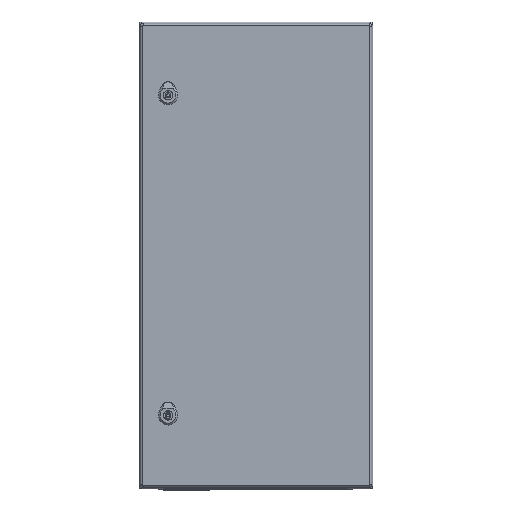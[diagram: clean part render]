
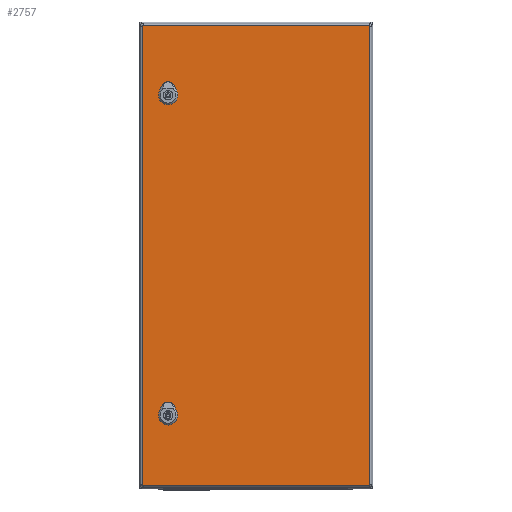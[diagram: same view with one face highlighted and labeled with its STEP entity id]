
A CAD part, top view. The second image highlights one B-rep face of the part: STEP entity #2757.
In plain terms, the highlighted face is planar.
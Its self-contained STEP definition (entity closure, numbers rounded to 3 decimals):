
#1559=FACE_BOUND('',#4222,.T.);
#1560=FACE_BOUND('',#4223,.T.);
#1561=FACE_BOUND('',#4224,.T.);
#2270=CIRCLE('',#11670,1.);
#2271=CIRCLE('',#11671,1.);
#2272=CIRCLE('',#11672,1.);
#2273=CIRCLE('',#11673,1.);
#2274=CIRCLE('',#11674,11.25);
#2275=CIRCLE('',#11675,11.25);
#2276=CIRCLE('',#11676,11.25);
#2277=CIRCLE('',#11677,11.25);
#2278=CIRCLE('',#11678,11.25);
#2279=CIRCLE('',#11679,11.25);
#2280=CIRCLE('',#11680,11.25);
#2281=CIRCLE('',#11681,11.25);
#2757=ADVANCED_FACE('',(#1559,#1560,#1561),#3095,.F.);
#3095=PLANE('',#11682);
#4222=EDGE_LOOP('',(#6018,#6019,#6020,#6021,#6022,#6023,#6024,#6025));
#4223=EDGE_LOOP('',(#6026,#6027,#6028,#6029,#6030,#6031,#6032,#6033));
#4224=EDGE_LOOP('',(#6034,#6035,#6036,#6037,#6038,#6039,#6040,#6041));
#6018=ORIENTED_EDGE('',*,*,#8980,.F.);
#6019=ORIENTED_EDGE('',*,*,#8981,.F.);
#6020=ORIENTED_EDGE('',*,*,#8982,.F.);
#6021=ORIENTED_EDGE('',*,*,#8983,.F.);
#6022=ORIENTED_EDGE('',*,*,#8984,.F.);
#6023=ORIENTED_EDGE('',*,*,#8985,.F.);
#6024=ORIENTED_EDGE('',*,*,#8986,.F.);
#6025=ORIENTED_EDGE('',*,*,#8987,.F.);
#6026=ORIENTED_EDGE('',*,*,#8988,.T.);
#6027=ORIENTED_EDGE('',*,*,#8989,.T.);
#6028=ORIENTED_EDGE('',*,*,#8990,.T.);
#6029=ORIENTED_EDGE('',*,*,#8991,.T.);
#6030=ORIENTED_EDGE('',*,*,#8992,.T.);
#6031=ORIENTED_EDGE('',*,*,#8993,.T.);
#6032=ORIENTED_EDGE('',*,*,#8994,.T.);
#6033=ORIENTED_EDGE('',*,*,#8995,.T.);
#6034=ORIENTED_EDGE('',*,*,#8996,.F.);
#6035=ORIENTED_EDGE('',*,*,#8997,.F.);
#6036=ORIENTED_EDGE('',*,*,#8998,.F.);
#6037=ORIENTED_EDGE('',*,*,#8999,.F.);
#6038=ORIENTED_EDGE('',*,*,#9000,.F.);
#6039=ORIENTED_EDGE('',*,*,#9001,.F.);
#6040=ORIENTED_EDGE('',*,*,#9002,.F.);
#6041=ORIENTED_EDGE('',*,*,#9003,.F.);
#7842=VERTEX_POINT('',#17237);
#7843=VERTEX_POINT('',#17238);
#7844=VERTEX_POINT('',#17240);
#7845=VERTEX_POINT('',#17242);
#7846=VERTEX_POINT('',#17244);
#7847=VERTEX_POINT('',#17246);
#7848=VERTEX_POINT('',#17248);
#7849=VERTEX_POINT('',#17250);
#7850=VERTEX_POINT('',#17253);
#7851=VERTEX_POINT('',#17254);
#7852=VERTEX_POINT('',#17256);
#7853=VERTEX_POINT('',#17258);
#7854=VERTEX_POINT('',#17260);
#7855=VERTEX_POINT('',#17262);
#7856=VERTEX_POINT('',#17264);
#7857=VERTEX_POINT('',#17266);
#7858=VERTEX_POINT('',#17269);
#7859=VERTEX_POINT('',#17270);
#7860=VERTEX_POINT('',#17272);
#7861=VERTEX_POINT('',#17274);
#7862=VERTEX_POINT('',#17276);
#7863=VERTEX_POINT('',#17278);
#7864=VERTEX_POINT('',#17280);
#7865=VERTEX_POINT('',#17282);
#8980=EDGE_CURVE('',#7842,#7843,#2270,.T.);
#8981=EDGE_CURVE('',#7844,#7842,#9900,.T.);
#8982=EDGE_CURVE('',#7845,#7844,#2271,.T.);
#8983=EDGE_CURVE('',#7846,#7845,#9901,.T.);
#8984=EDGE_CURVE('',#7847,#7846,#2272,.T.);
#8985=EDGE_CURVE('',#7848,#7847,#9902,.T.);
#8986=EDGE_CURVE('',#7849,#7848,#2273,.T.);
#8987=EDGE_CURVE('',#7843,#7849,#9903,.T.);
#8988=EDGE_CURVE('',#7850,#7851,#9904,.T.);
#8989=EDGE_CURVE('',#7851,#7852,#2274,.T.);
#8990=EDGE_CURVE('',#7852,#7853,#9905,.T.);
#8991=EDGE_CURVE('',#7853,#7854,#2275,.T.);
#8992=EDGE_CURVE('',#7854,#7855,#9906,.T.);
#8993=EDGE_CURVE('',#7855,#7856,#2276,.T.);
#8994=EDGE_CURVE('',#7856,#7857,#9907,.T.);
#8995=EDGE_CURVE('',#7857,#7850,#2277,.T.);
#8996=EDGE_CURVE('',#7858,#7859,#2278,.T.);
#8997=EDGE_CURVE('',#7860,#7858,#9908,.T.);
#8998=EDGE_CURVE('',#7861,#7860,#2279,.T.);
#8999=EDGE_CURVE('',#7862,#7861,#9909,.T.);
#9000=EDGE_CURVE('',#7863,#7862,#2280,.T.);
#9001=EDGE_CURVE('',#7864,#7863,#9910,.T.);
#9002=EDGE_CURVE('',#7865,#7864,#2281,.T.);
#9003=EDGE_CURVE('',#7859,#7865,#9911,.T.);
#9900=LINE('',#17239,#10636);
#9901=LINE('',#17243,#10637);
#9902=LINE('',#17247,#10638);
#9903=LINE('',#17251,#10639);
#9904=LINE('',#17252,#10640);
#9905=LINE('',#17257,#10641);
#9906=LINE('',#17261,#10642);
#9907=LINE('',#17265,#10643);
#9908=LINE('',#17271,#10644);
#9909=LINE('',#17275,#10645);
#9910=LINE('',#17279,#10646);
#9911=LINE('',#17283,#10647);
#10636=VECTOR('',#13946,1.);
#10637=VECTOR('',#13949,1.);
#10638=VECTOR('',#13952,1.);
#10639=VECTOR('',#13955,1.);
#10640=VECTOR('',#13956,1.);
#10641=VECTOR('',#13959,1.);
#10642=VECTOR('',#13962,1.);
#10643=VECTOR('',#13965,1.);
#10644=VECTOR('',#13970,1.);
#10645=VECTOR('',#13973,1.);
#10646=VECTOR('',#13976,1.);
#10647=VECTOR('',#13979,1.);
#11670=AXIS2_PLACEMENT_3D('',#17236,#13944,#13945);
#11671=AXIS2_PLACEMENT_3D('',#17241,#13947,#13948);
#11672=AXIS2_PLACEMENT_3D('',#17245,#13950,#13951);
#11673=AXIS2_PLACEMENT_3D('',#17249,#13953,#13954);
#11674=AXIS2_PLACEMENT_3D('',#17255,#13957,#13958);
#11675=AXIS2_PLACEMENT_3D('',#17259,#13960,#13961);
#11676=AXIS2_PLACEMENT_3D('',#17263,#13963,#13964);
#11677=AXIS2_PLACEMENT_3D('',#17267,#13966,#13967);
#11678=AXIS2_PLACEMENT_3D('',#17268,#13968,#13969);
#11679=AXIS2_PLACEMENT_3D('',#17273,#13971,#13972);
#11680=AXIS2_PLACEMENT_3D('',#17277,#13974,#13975);
#11681=AXIS2_PLACEMENT_3D('',#17281,#13977,#13978);
#11682=AXIS2_PLACEMENT_3D('',#17284,#13980,#13981);
#13944=DIRECTION('',(0.,0.,1.));
#13945=DIRECTION('',(1.,0.,0.));
#13946=DIRECTION('',(0.,-1.,0.));
#13947=DIRECTION('',(0.,0.,1.));
#13948=DIRECTION('',(1.,0.,0.));
#13949=DIRECTION('',(-1.,0.,0.));
#13950=DIRECTION('',(0.,0.,1.));
#13951=DIRECTION('',(1.,0.,0.));
#13952=DIRECTION('',(0.,1.,0.));
#13953=DIRECTION('',(0.,0.,1.));
#13954=DIRECTION('',(1.,0.,0.));
#13955=DIRECTION('',(1.,0.,0.));
#13956=DIRECTION('',(-1.,0.,0.));
#13957=DIRECTION('',(0.,0.,1.));
#13958=DIRECTION('',(1.,0.,0.));
#13959=DIRECTION('',(0.,-1.,0.));
#13960=DIRECTION('',(0.,0.,1.));
#13961=DIRECTION('',(1.,0.,0.));
#13962=DIRECTION('',(1.,0.,0.));
#13963=DIRECTION('',(0.,0.,1.));
#13964=DIRECTION('',(1.,0.,0.));
#13965=DIRECTION('',(0.,1.,0.));
#13966=DIRECTION('',(0.,0.,1.));
#13967=DIRECTION('',(1.,0.,0.));
#13968=DIRECTION('',(0.,0.,-1.));
#13969=DIRECTION('',(1.,0.,0.));
#13970=DIRECTION('',(-1.,0.,0.));
#13971=DIRECTION('',(0.,0.,-1.));
#13972=DIRECTION('',(1.,0.,0.));
#13973=DIRECTION('',(0.,-1.,0.));
#13974=DIRECTION('',(0.,0.,-1.));
#13975=DIRECTION('',(1.,0.,0.));
#13976=DIRECTION('',(1.,0.,0.));
#13977=DIRECTION('',(0.,0.,-1.));
#13978=DIRECTION('',(1.,0.,0.));
#13979=DIRECTION('',(0.,1.,0.));
#13980=DIRECTION('',(0.,0.,1.));
#13981=DIRECTION('',(1.,0.,0.));
#17236=CARTESIAN_POINT('',(-193.75,-393.,0.));
#17237=CARTESIAN_POINT('',(-194.75,-393.,0.));
#17238=CARTESIAN_POINT('',(-193.75,-394.,0.));
#17239=CARTESIAN_POINT('',(-194.75,393.,0.));
#17240=CARTESIAN_POINT('',(-194.75,393.,0.));
#17241=CARTESIAN_POINT('',(-193.75,393.,0.));
#17242=CARTESIAN_POINT('',(-193.75,394.,0.));
#17243=CARTESIAN_POINT('',(193.75,394.,0.));
#17244=CARTESIAN_POINT('',(193.75,394.,0.));
#17245=CARTESIAN_POINT('',(193.75,393.,0.));
#17246=CARTESIAN_POINT('',(194.75,393.,0.));
#17247=CARTESIAN_POINT('',(194.75,-393.,0.));
#17248=CARTESIAN_POINT('',(194.75,-393.,0.));
#17249=CARTESIAN_POINT('',(193.75,-393.,0.));
#17250=CARTESIAN_POINT('',(193.75,-394.,0.));
#17251=CARTESIAN_POINT('',(-193.75,-394.,0.));
#17252=CARTESIAN_POINT('',(-193.75,284.7,0.));
#17253=CARTESIAN_POINT('',(155.496,284.7,0.));
#17254=CARTESIAN_POINT('',(146.004,284.7,0.));
#17255=CARTESIAN_POINT('',(150.75,274.5,0.));
#17256=CARTESIAN_POINT('',(140.55,279.246,0.));
#17257=CARTESIAN_POINT('',(140.55,393.,0.));
#17258=CARTESIAN_POINT('',(140.55,269.754,0.));
#17259=CARTESIAN_POINT('',(150.75,274.5,0.));
#17260=CARTESIAN_POINT('',(146.004,264.3,0.));
#17261=CARTESIAN_POINT('',(-193.75,264.3,0.));
#17262=CARTESIAN_POINT('',(155.496,264.3,0.));
#17263=CARTESIAN_POINT('',(150.75,274.5,0.));
#17264=CARTESIAN_POINT('',(160.95,269.754,0.));
#17265=CARTESIAN_POINT('',(160.95,393.,0.));
#17266=CARTESIAN_POINT('',(160.95,279.246,0.));
#17267=CARTESIAN_POINT('',(150.75,274.5,0.));
#17268=CARTESIAN_POINT('',(150.75,-274.5,0.));
#17269=CARTESIAN_POINT('',(146.004,-284.7,0.));
#17270=CARTESIAN_POINT('',(140.55,-279.246,0.));
#17271=CARTESIAN_POINT('',(-193.75,-284.7,0.));
#17272=CARTESIAN_POINT('',(155.496,-284.7,0.));
#17273=CARTESIAN_POINT('',(150.75,-274.5,0.));
#17274=CARTESIAN_POINT('',(160.95,-279.246,0.));
#17275=CARTESIAN_POINT('',(160.95,393.,0.));
#17276=CARTESIAN_POINT('',(160.95,-269.754,0.));
#17277=CARTESIAN_POINT('',(150.75,-274.5,0.));
#17278=CARTESIAN_POINT('',(155.496,-264.3,0.));
#17279=CARTESIAN_POINT('',(-193.75,-264.3,0.));
#17280=CARTESIAN_POINT('',(146.004,-264.3,0.));
#17281=CARTESIAN_POINT('',(150.75,-274.5,0.));
#17282=CARTESIAN_POINT('',(140.55,-269.754,0.));
#17283=CARTESIAN_POINT('',(140.55,393.,0.));
#17284=CARTESIAN_POINT('',(-193.75,393.,0.));
